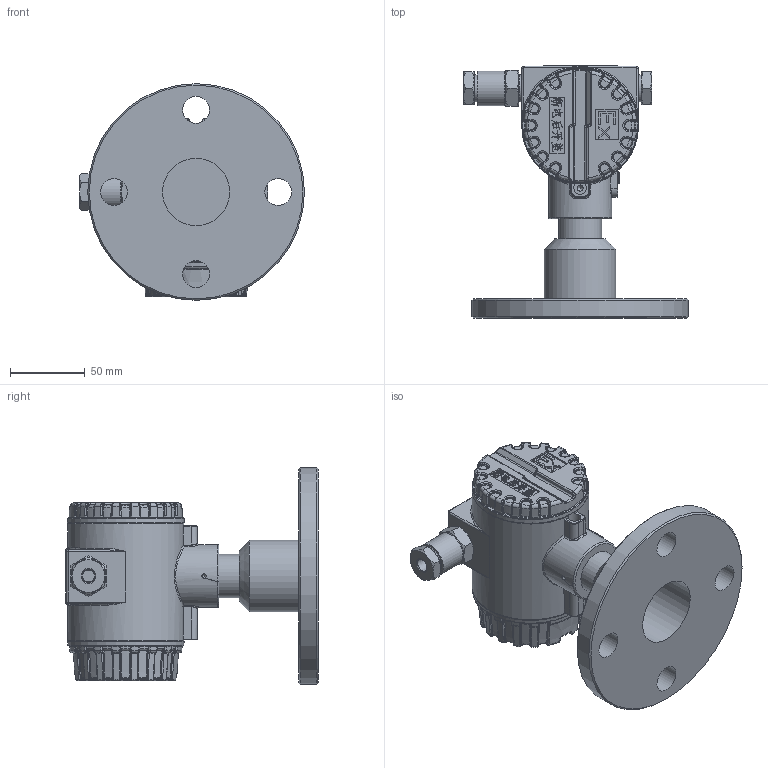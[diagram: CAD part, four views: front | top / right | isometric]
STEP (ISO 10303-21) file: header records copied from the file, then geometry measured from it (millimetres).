
FILE_DESCRIPTION(/* description */ (''),/* implementation_level */ '2;1');
FILE_NAME(/* name */ 'TM800T 法兰型.stp',/* time_stamp */ '2022-01-10T13:44:13+08:00',/* author */ (''),/* organization */ (''),/* preprocessor_version */ 'ST-DEVELOPER v16',/* originating_system */ 'SIEMENS PLM Software NX 10.0',/* authorisation */ '');
FILE_SCHEMA (('CONFIG_CONTROL_DESIGN'));
Products named in the file (1): TM800T   法兰型
Bounding box: 150.5 x 168.98 x 145 mm (x, y, z)
Volume: 486448.7 mm3; surface area: 151260.3 mm2
Topology: 1 solids, 3 shells, 2413 faces, 6087 edges, 3669 vertices
Faces by surface type: plane 918, bspline 602, cylinder 363, torus 259, cone 178, sphere 92, extrusion 1
Full cylindrical faces by diameter (mm): 3.3 x1, 6 x1, 8 x2, 8.458 x2, 8.955 x2, 9 x1, 10 x1, 18 x10, 18.5 x6, 18.706 x11, 19.1 x1, 20 x1, 23 x1, 24 x1, 29 x1, 42.195 x1, 45 x1, 46 x1, 48 x1, 54.7 x2, 59.819 x1, 68.516 x1, 145 x1
Entity records: 91448 total; most frequent: CARTESIAN_POINT 40345, ORIENTED_EDGE 11610, DIRECTION 9018, EDGE_CURVE 5805, VERTEX_POINT 3586, AXIS2_PLACEMENT_3D 3172, VECTOR 2674, LINE 2673
